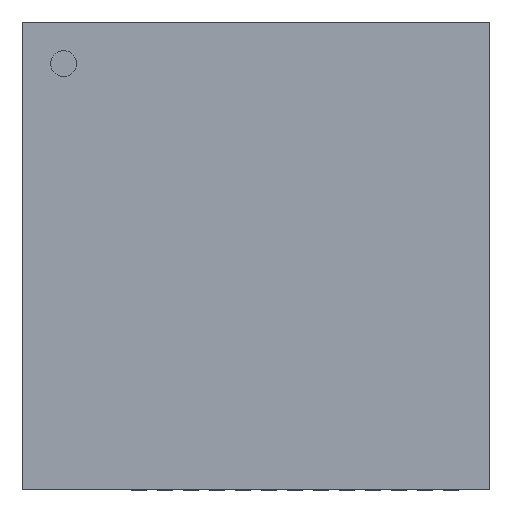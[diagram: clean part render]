
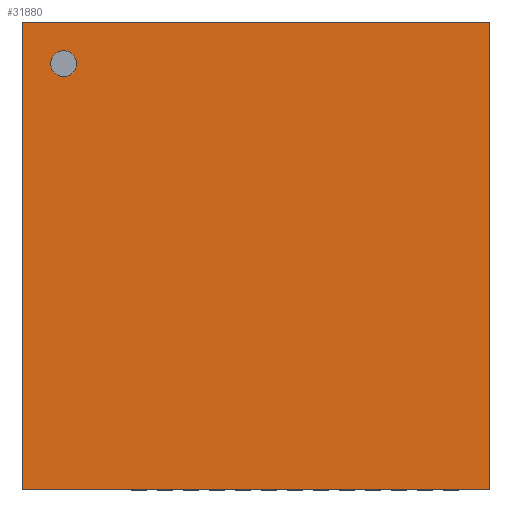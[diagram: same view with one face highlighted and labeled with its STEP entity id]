
A CAD part, top view. The second image highlights one B-rep face of the part: STEP entity #31880.
In plain terms, the highlighted planar face has unit normal (0, 0, 1).
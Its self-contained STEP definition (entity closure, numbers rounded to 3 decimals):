
#22734=CARTESIAN_POINT('',(-3.45,3.7,1.0));
#22735=VERTEX_POINT('',#22734);
#22744=CARTESIAN_POINT('',(-3.95,3.7,1.0));
#22745=VERTEX_POINT('',#22744);
#22746=CARTESIAN_POINT('',(-3.7,3.7,1.0));
#22747=DIRECTION('',(0.0,0.0,-1.0));
#22748=DIRECTION('',(1.0,0.0,0.0));
#22749=AXIS2_PLACEMENT_3D('',#22746,#22747,#22748);
#22750=CIRCLE('',#22749,0.25);
#22751=EDGE_CURVE('',#22745,#22735,#22750,.T.);
#31817=CARTESIAN_POINT('',(-3.7,3.7,1.0));
#31818=DIRECTION('',(0.0,0.0,-1.0));
#31819=DIRECTION('',(1.0,0.0,0.0));
#31820=AXIS2_PLACEMENT_3D('',#31817,#31818,#31819);
#31821=CIRCLE('',#31820,0.25);
#31822=EDGE_CURVE('',#22735,#22745,#31821,.T.);
#31837=CARTESIAN_POINT('',(0.0,0.0,1.0));
#31838=DIRECTION('',(0.0,0.0,1.0));
#31839=DIRECTION('',(1.0,0.0,0.0));
#31840=AXIS2_PLACEMENT_3D('',#31837,#31838,#31839);
#31841=PLANE('',#31840);
#31842=CARTESIAN_POINT('',(-4.5,4.5,1.0));
#31843=VERTEX_POINT('',#31842);
#31844=CARTESIAN_POINT('',(4.5,4.5,1.0));
#31845=VERTEX_POINT('',#31844);
#31846=CARTESIAN_POINT('',(-4.5,4.5,1.0));
#31847=DIRECTION('',(1.0,0.0,0.0));
#31848=VECTOR('',#31847,9.0);
#31849=LINE('',#31846,#31848);
#31850=EDGE_CURVE('',#31843,#31845,#31849,.T.);
#31851=ORIENTED_EDGE('',*,*,#31850,.F.);
#31852=CARTESIAN_POINT('',(-4.5,-4.5,1.0));
#31853=VERTEX_POINT('',#31852);
#31854=CARTESIAN_POINT('',(-4.5,-4.5,1.0));
#31855=DIRECTION('',(0.0,1.0,0.0));
#31856=VECTOR('',#31855,9.0);
#31857=LINE('',#31854,#31856);
#31858=EDGE_CURVE('',#31853,#31843,#31857,.T.);
#31859=ORIENTED_EDGE('',*,*,#31858,.F.);
#31860=CARTESIAN_POINT('',(4.5,-4.5,1.0));
#31861=VERTEX_POINT('',#31860);
#31862=CARTESIAN_POINT('',(4.5,-4.5,1.0));
#31863=DIRECTION('',(-1.0,0.0,0.0));
#31864=VECTOR('',#31863,9.0);
#31865=LINE('',#31862,#31864);
#31866=EDGE_CURVE('',#31861,#31853,#31865,.T.);
#31867=ORIENTED_EDGE('',*,*,#31866,.F.);
#31868=CARTESIAN_POINT('',(4.5,4.5,1.0));
#31869=DIRECTION('',(0.0,-1.0,0.0));
#31870=VECTOR('',#31869,9.0);
#31871=LINE('',#31868,#31870);
#31872=EDGE_CURVE('',#31845,#31861,#31871,.T.);
#31873=ORIENTED_EDGE('',*,*,#31872,.F.);
#31874=EDGE_LOOP('',(#31851,#31859,#31867,#31873));
#31875=FACE_OUTER_BOUND('',#31874,.T.);
#31876=ORIENTED_EDGE('',*,*,#31822,.T.);
#31877=ORIENTED_EDGE('',*,*,#22751,.T.);
#31878=EDGE_LOOP('',(#31876,#31877));
#31879=FACE_BOUND('',#31878,.T.);
#31880=ADVANCED_FACE('',(#31875,#31879),#31841,.T.);
